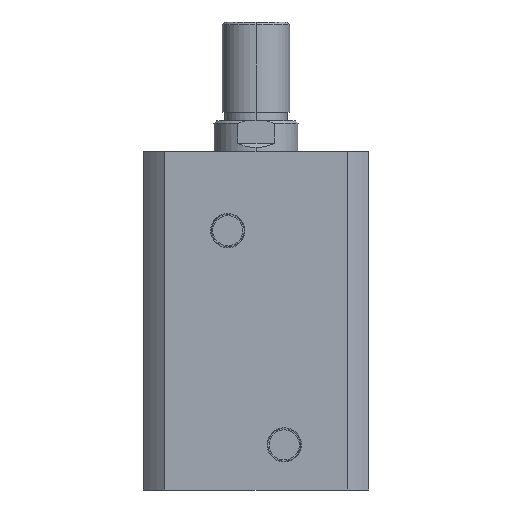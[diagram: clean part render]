
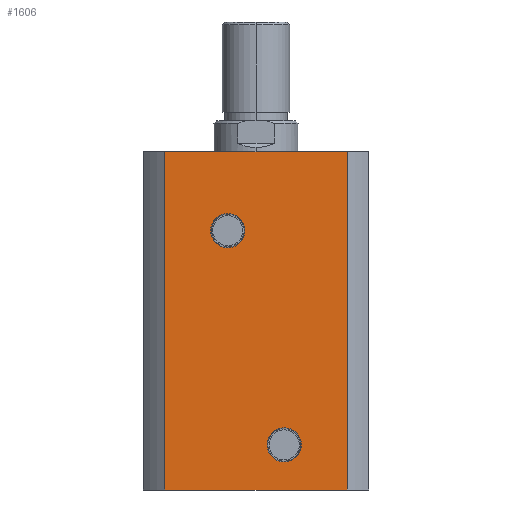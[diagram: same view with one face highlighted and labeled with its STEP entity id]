
A CAD part, left-side view. The second image highlights one B-rep face of the part: STEP entity #1606.
In plain terms, the highlighted planar face has unit normal (-1, 0, 0).
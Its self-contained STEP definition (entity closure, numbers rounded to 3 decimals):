
#296 = VERTEX_POINT ( 'NONE', #2163 ) ;
#298 = VERTEX_POINT ( 'NONE', #2160 ) ;
#300 = VERTEX_POINT ( 'NONE', #2158 ) ;
#303 = VERTEX_POINT ( 'NONE', #2154 ) ;
#535 = DIRECTION ( 'NONE',  ( 0., -1., 0. ) ) ;
#539 = CARTESIAN_POINT ( 'NONE',  ( -40., 0., 120. ) ) ;
#543 = CARTESIAN_POINT ( 'NONE',  ( -40., -32.438, 120. ) ) ;
#544 = DIRECTION ( 'NONE',  ( 0., 0., -1. ) ) ;
#545 = CARTESIAN_POINT ( 'NONE',  ( -40., 0., 0. ) ) ;
#546 = CARTESIAN_POINT ( 'NONE',  ( -40., 32.438, 120. ) ) ;
#547 = DIRECTION ( 'NONE',  ( 0., -1., 0. ) ) ;
#548 = CARTESIAN_POINT ( 'NONE',  ( -40., 10., 92. ) ) ;
#549 = DIRECTION ( 'NONE',  ( -1., 0., 0. ) ) ;
#550 = DIRECTION ( 'NONE',  ( 0., 0., 1. ) ) ;
#551 = DIRECTION ( 'NONE',  ( 0., 0., -1. ) ) ;
#552 = CARTESIAN_POINT ( 'NONE',  ( -40., -10., 16. ) ) ;
#553 = DIRECTION ( 'NONE',  ( -1., 0., 0. ) ) ;
#554 = DIRECTION ( 'NONE',  ( 0., 0., 1. ) ) ;
#1012 = LINE ( 'NONE', #539, #1019 ) ;
#1017 = CIRCLE ( 'NONE', #3517, 6.06 ) ;
#1018 = LINE ( 'NONE', #543, #1021 ) ;
#1019 = VECTOR ( 'NONE', #535, 1000. ) ;
#1020 = LINE ( 'NONE', #545, #1023 ) ;
#1021 = VECTOR ( 'NONE', #544, 1000. ) ;
#1022 = CIRCLE ( 'NONE', #3518, 6.06 ) ;
#1023 = VECTOR ( 'NONE', #547, 1000. ) ;
#1026 = LINE ( 'NONE', #546, #1028 ) ;
#1028 = VECTOR ( 'NONE', #551, 1000. ) ;
#1326 = CIRCLE ( 'NONE', #3613, 6.06 ) ;
#1338 = CIRCLE ( 'NONE', #3617, 6.06 ) ;
#1606 = ADVANCED_FACE ( 'NONE', ( #3780, #3777, #3788 ), #2704, .F. ) ;
#1774 = EDGE_LOOP ( 'NONE', ( #2040, #2039 ) ) ;
#1777 = EDGE_LOOP ( 'NONE', ( #2038, #2037 ) ) ;
#1778 = EDGE_LOOP ( 'NONE', ( #2036, #2045, #2044, #2043 ) ) ;
#1835 = VERTEX_POINT ( 'NONE', #2881 ) ;
#1865 = VERTEX_POINT ( 'NONE', #2911 ) ;
#1875 = VERTEX_POINT ( 'NONE', #2921 ) ;
#1876 = VERTEX_POINT ( 'NONE', #2922 ) ;
#2036 = ORIENTED_EDGE ( 'NONE', *, *, #3165, .T. ) ;
#2037 = ORIENTED_EDGE ( 'NONE', *, *, #3374, .F. ) ;
#2038 = ORIENTED_EDGE ( 'NONE', *, *, #3166, .F. ) ;
#2039 = ORIENTED_EDGE ( 'NONE', *, *, #3382, .F. ) ;
#2040 = ORIENTED_EDGE ( 'NONE', *, *, #3167, .F. ) ;
#2043 = ORIENTED_EDGE ( 'NONE', *, *, #3169, .T. ) ;
#2044 = ORIENTED_EDGE ( 'NONE', *, *, #3163, .F. ) ;
#2045 = ORIENTED_EDGE ( 'NONE', *, *, #3164, .F. ) ;
#2154 = CARTESIAN_POINT ( 'NONE',  ( -40., 32.438, 120. ) ) ;
#2158 = CARTESIAN_POINT ( 'NONE',  ( -40., -32.438, 120. ) ) ;
#2160 = CARTESIAN_POINT ( 'NONE',  ( -40., -32.438, 0. ) ) ;
#2163 = CARTESIAN_POINT ( 'NONE',  ( -40., 32.438, 0. ) ) ;
#2355 = CARTESIAN_POINT ( 'NONE',  ( -40., 10., 92. ) ) ;
#2356 = DIRECTION ( 'NONE',  ( -1., 0., 0. ) ) ;
#2357 = DIRECTION ( 'NONE',  ( 0., 0., 1. ) ) ;
#2375 = CARTESIAN_POINT ( 'NONE',  ( -40., -10., 16. ) ) ;
#2376 = DIRECTION ( 'NONE',  ( -1., 0., 0. ) ) ;
#2377 = DIRECTION ( 'NONE',  ( 0., 0., 1. ) ) ;
#2697 = DIRECTION ( 'NONE',  ( 1., 0., 0. ) ) ;
#2702 = CARTESIAN_POINT ( 'NONE',  ( -40., 0., 120. ) ) ;
#2704 = PLANE ( 'NONE',  #3468 ) ;
#2706 = DIRECTION ( 'NONE',  ( 0., 1., 0. ) ) ;
#2881 = CARTESIAN_POINT ( 'NONE',  ( -40., -10., 22.06 ) ) ;
#2911 = CARTESIAN_POINT ( 'NONE',  ( -40., -10., 9.94 ) ) ;
#2921 = CARTESIAN_POINT ( 'NONE',  ( -40., 10., 85.94 ) ) ;
#2922 = CARTESIAN_POINT ( 'NONE',  ( -40., 10., 98.06 ) ) ;
#3163 = EDGE_CURVE ( 'NONE', #303, #300, #1012, .T. ) ;
#3164 = EDGE_CURVE ( 'NONE', #300, #298, #1018, .T. ) ;
#3165 = EDGE_CURVE ( 'NONE', #296, #298, #1020, .T. ) ;
#3166 = EDGE_CURVE ( 'NONE', #1876, #1875, #1017, .T. ) ;
#3167 = EDGE_CURVE ( 'NONE', #1835, #1865, #1022, .T. ) ;
#3169 = EDGE_CURVE ( 'NONE', #303, #296, #1026, .T. ) ;
#3374 = EDGE_CURVE ( 'NONE', #1875, #1876, #1326, .T. ) ;
#3382 = EDGE_CURVE ( 'NONE', #1865, #1835, #1338, .T. ) ;
#3468 = AXIS2_PLACEMENT_3D ( 'NONE', #2702, #2697, #2706 ) ;
#3517 = AXIS2_PLACEMENT_3D ( 'NONE', #548, #549, #550 ) ;
#3518 = AXIS2_PLACEMENT_3D ( 'NONE', #552, #553, #554 ) ;
#3613 = AXIS2_PLACEMENT_3D ( 'NONE', #2355, #2356, #2357 ) ;
#3617 = AXIS2_PLACEMENT_3D ( 'NONE', #2375, #2376, #2377 ) ;
#3777 = FACE_BOUND ( 'NONE', #1777, .T. ) ;
#3780 = FACE_BOUND ( 'NONE', #1774, .T. ) ;
#3788 = FACE_OUTER_BOUND ( 'NONE', #1778, .T. ) ;
